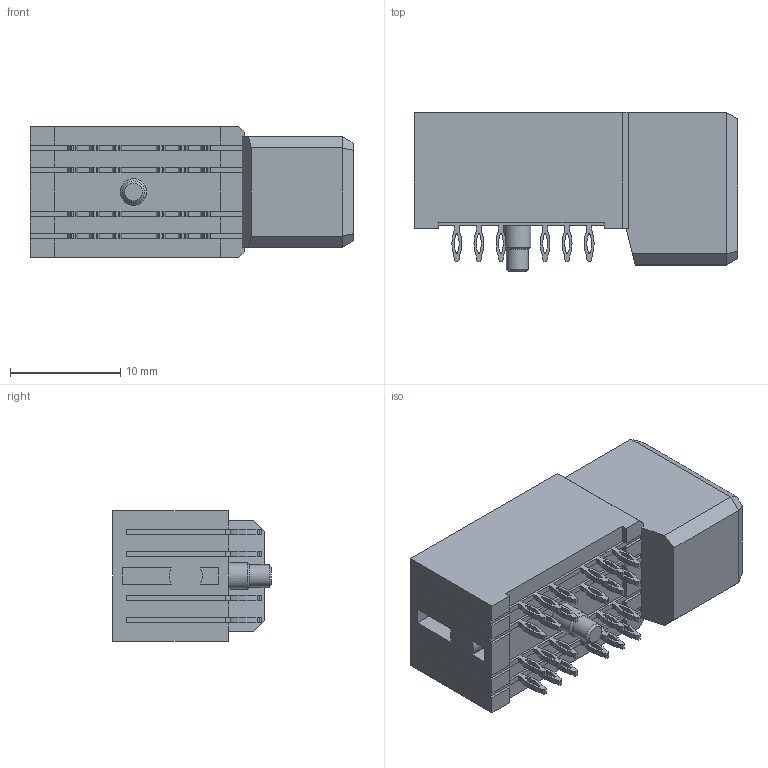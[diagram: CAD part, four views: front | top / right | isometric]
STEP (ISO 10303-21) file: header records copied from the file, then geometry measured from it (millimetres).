
FILE_DESCRIPTION( ( 'STEP AP214' ), '1' );
FILE_NAME( 'EPTS-2-P-D-RA-04.stp', '2021-06-24T21:48:40', ( 'License CC BY-ND 4.0' ), ( 'CADENAS' ), ' ', 'PARTsolutions', ' ' );
FILE_SCHEMA( ( 'AUTOMOTIVE_DESIGN { 1 0 10303 214 1 1 1 1 }' ) );
Length unit declared in the file: millimetre
Products named in the file (4): EPTS-2-P-D-RA-04; _FCI-EPTS-2-P-D-RA-04_dummy; _EPTS-D-RA_BODY; _FCI-EPTS-2-P-D-VT-04_pins_RA_PINS
Assembly tree (3 placements, depth 2):
  EPTS-2-P-D-RA-04
    _FCI-EPTS-2-P-D-RA-04_dummy
    _EPTS-D-RA_BODY
    _FCI-EPTS-2-P-D-VT-04_pins_RA_PINS
Bounding box: 29.3 x 14.4 x 11.85 mm (x, y, z)
Volume: 3123.5 mm3; surface area: 6691.9 mm2
Topology: 2 solids, 2 shells, 569 faces, 1619 edges, 1064 vertices
Faces by surface type: plane 401, cylinder 166, cone 2
Full cylindrical faces by diameter (mm): 2 x1, 2.4 x1
Entity records: 23060 total; most frequent: CARTESIAN_POINT 3252, ORIENTED_EDGE 3230, DIRECTION 3078, EDGE_CURVE 1615, LINE 1298, VECTOR 1298, VERTEX_POINT 1063, AXIS2_PLACEMENT_3D 890
